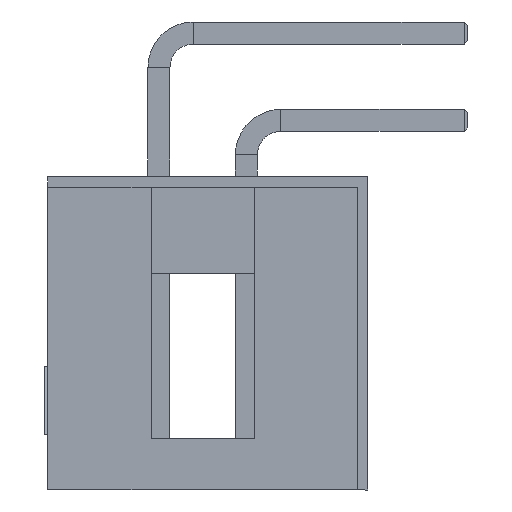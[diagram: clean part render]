
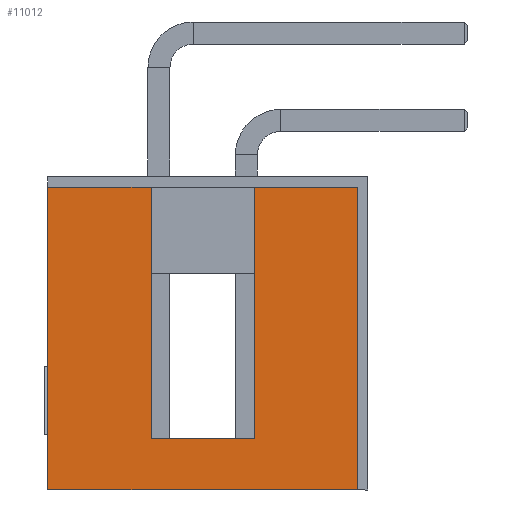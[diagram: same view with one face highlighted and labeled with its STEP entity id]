
A CAD part, left-side view. The second image highlights one B-rep face of the part: STEP entity #11012.
In plain terms, the highlighted planar face has unit normal (-1, 0, 0).
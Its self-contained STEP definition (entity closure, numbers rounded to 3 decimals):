
#51 = FACE_OUTER_BOUND ( 'NONE', #18088, .T. ) ;
#375 = CARTESIAN_POINT ( 'NONE',  ( -20.31, 3.3, -3.21 ) ) ;
#497 = CARTESIAN_POINT ( 'NONE',  ( -20.31, 4.8, -3.21 ) ) ;
#676 = VECTOR ( 'NONE', #11672, 1000. ) ;
#1386 = CARTESIAN_POINT ( 'NONE',  ( -20.31, 6.3, -3.21 ) ) ;
#1483 = LINE ( 'NONE', #6679, #16619 ) ;
#2169 = CARTESIAN_POINT ( 'NONE',  ( -20.31, 3.3, -10.51 ) ) ;
#2835 = DIRECTION ( 'NONE',  ( 0., 1., 0. ) ) ;
#2840 = DIRECTION ( 'NONE',  ( 0., 0., 1. ) ) ;
#2912 = CARTESIAN_POINT ( 'NONE',  ( -20.31, 4.8, -3.21 ) ) ;
#4819 = PLANE ( 'NONE',  #10312 ) ;
#5616 = ORIENTED_EDGE ( 'NONE', *, *, #6043, .F. ) ;
#6043 = EDGE_CURVE ( 'NONE', #10186, #11675, #15746, .T. ) ;
#6122 = ORIENTED_EDGE ( 'NONE', *, *, #8475, .T. ) ;
#6247 = VERTEX_POINT ( 'NONE', #19686 ) ;
#6542 = EDGE_CURVE ( 'NONE', #15383, #24569, #25063, .T. ) ;
#6679 = CARTESIAN_POINT ( 'NONE',  ( -20.31, 0.3, -12.01 ) ) ;
#7664 = CARTESIAN_POINT ( 'NONE',  ( -20.31, 0.3, -12.01 ) ) ;
#7717 = CARTESIAN_POINT ( 'NONE',  ( -20.31, 4.8, -12.01 ) ) ;
#8475 = EDGE_CURVE ( 'NONE', #13941, #27491, #24121, .T. ) ;
#8899 = CARTESIAN_POINT ( 'NONE',  ( -20.31, 4.8, -12.01 ) ) ;
#9472 = CARTESIAN_POINT ( 'NONE',  ( -20.31, 3.3, -10.51 ) ) ;
#10186 = VERTEX_POINT ( 'NONE', #375 ) ;
#10312 = AXIS2_PLACEMENT_3D ( 'NONE', #7717, #19808, #2835 ) ;
#10418 = ORIENTED_EDGE ( 'NONE', *, *, #21747, .F. ) ;
#11012 = ADVANCED_FACE ( 'NONE', ( #51 ), #4819, .T. ) ;
#11297 = DIRECTION ( 'NONE',  ( 0., 0., 1. ) ) ;
#11672 = DIRECTION ( 'NONE',  ( 0., 1., 0. ) ) ;
#11675 = VERTEX_POINT ( 'NONE', #31061 ) ;
#12012 = DIRECTION ( 'NONE',  ( 0., -1., 0. ) ) ;
#13073 = VECTOR ( 'NONE', #29687, 1000. ) ;
#13941 = VERTEX_POINT ( 'NONE', #9472 ) ;
#15223 = VECTOR ( 'NONE', #25369, 1000. ) ;
#15334 = CARTESIAN_POINT ( 'NONE',  ( -20.31, 6.3, -10.51 ) ) ;
#15383 = VERTEX_POINT ( 'NONE', #30677 ) ;
#15746 = LINE ( 'NONE', #2912, #19560 ) ;
#16619 = VECTOR ( 'NONE', #11297, 1000. ) ;
#17428 = VERTEX_POINT ( 'NONE', #7664 ) ;
#18088 = EDGE_LOOP ( 'NONE', ( #5616, #19000, #6122, #18546, #21095, #10418, #27834, #29190 ) ) ;
#18546 = ORIENTED_EDGE ( 'NONE', *, *, #22899, .T. ) ;
#19000 = ORIENTED_EDGE ( 'NONE', *, *, #25066, .F. ) ;
#19174 = LINE ( 'NONE', #8899, #30929 ) ;
#19560 = VECTOR ( 'NONE', #28130, 1000. ) ;
#19686 = CARTESIAN_POINT ( 'NONE',  ( -20.31, 9.3, -12.01 ) ) ;
#19808 = DIRECTION ( 'NONE',  ( -1., 0., 0. ) ) ;
#20086 = VECTOR ( 'NONE', #2840, 1000. ) ;
#21095 = ORIENTED_EDGE ( 'NONE', *, *, #6542, .F. ) ;
#21747 = EDGE_CURVE ( 'NONE', #6247, #15383, #27183, .T. ) ;
#22221 = CARTESIAN_POINT ( 'NONE',  ( -20.31, 6.3, -10.51 ) ) ;
#22899 = EDGE_CURVE ( 'NONE', #27491, #24569, #30361, .T. ) ;
#23703 = VECTOR ( 'NONE', #32226, 1000. ) ;
#24121 = LINE ( 'NONE', #29533, #676 ) ;
#24569 = VERTEX_POINT ( 'NONE', #1386 ) ;
#24606 = LINE ( 'NONE', #2169, #13073 ) ;
#25063 = LINE ( 'NONE', #497, #15223 ) ;
#25066 = EDGE_CURVE ( 'NONE', #13941, #10186, #24606, .T. ) ;
#25369 = DIRECTION ( 'NONE',  ( 0., -1., 0. ) ) ;
#27183 = LINE ( 'NONE', #31906, #23703 ) ;
#27296 = EDGE_CURVE ( 'NONE', #17428, #11675, #1483, .T. ) ;
#27491 = VERTEX_POINT ( 'NONE', #22221 ) ;
#27834 = ORIENTED_EDGE ( 'NONE', *, *, #28454, .T. ) ;
#28130 = DIRECTION ( 'NONE',  ( 0., -1., 0. ) ) ;
#28454 = EDGE_CURVE ( 'NONE', #6247, #17428, #19174, .T. ) ;
#29190 = ORIENTED_EDGE ( 'NONE', *, *, #27296, .T. ) ;
#29533 = CARTESIAN_POINT ( 'NONE',  ( -20.31, 4.8, -10.51 ) ) ;
#29687 = DIRECTION ( 'NONE',  ( 0., 0., 1. ) ) ;
#30361 = LINE ( 'NONE', #15334, #20086 ) ;
#30677 = CARTESIAN_POINT ( 'NONE',  ( -20.31, 9.3, -3.21 ) ) ;
#30929 = VECTOR ( 'NONE', #12012, 1000. ) ;
#31061 = CARTESIAN_POINT ( 'NONE',  ( -20.31, 0.3, -3.21 ) ) ;
#31906 = CARTESIAN_POINT ( 'NONE',  ( -20.31, 9.3, -12.01 ) ) ;
#32226 = DIRECTION ( 'NONE',  ( 0., 0., 1. ) ) ;
